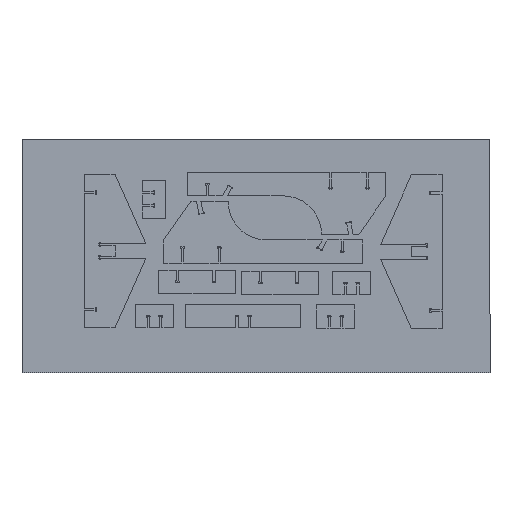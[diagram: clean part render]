
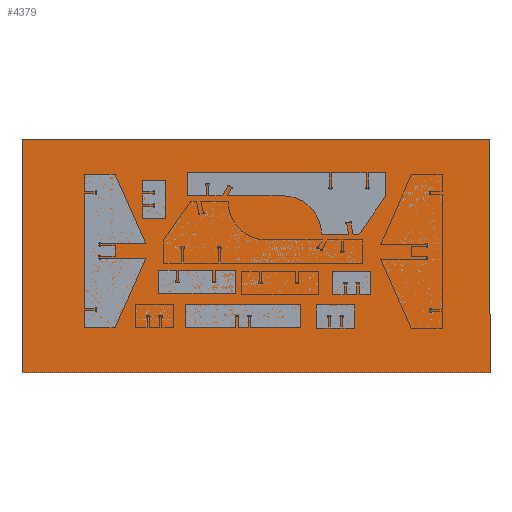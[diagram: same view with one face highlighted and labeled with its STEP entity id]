
A CAD part, front view. The second image highlights one B-rep face of the part: STEP entity #4379.
In plain terms, the highlighted planar face has unit normal (0, -1, 0).
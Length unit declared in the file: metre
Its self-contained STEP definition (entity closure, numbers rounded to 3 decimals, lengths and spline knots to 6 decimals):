
#1131=ORIENTED_EDGE('',*,*,#1936,.F.);
#1132=ORIENTED_EDGE('',*,*,#1940,.T.);
#1133=ORIENTED_EDGE('',*,*,#1943,.T.);
#1134=ORIENTED_EDGE('',*,*,#1945,.F.);
#1936=EDGE_CURVE('',#2418,#2419,#2903,.T.);
#1940=EDGE_CURVE('',#2418,#2421,#2907,.T.);
#1943=EDGE_CURVE('',#2421,#2423,#2910,.T.);
#1945=EDGE_CURVE('',#2419,#2423,#2912,.T.);
#2418=VERTEX_POINT('',#7055);
#2419=VERTEX_POINT('',#7057);
#2421=VERTEX_POINT('',#7063);
#2423=VERTEX_POINT('',#7069);
#2903=LINE('',#7056,#3420);
#2907=LINE('',#7064,#3424);
#2910=LINE('',#7070,#3427);
#2912=LINE('',#7073,#3429);
#3420=VECTOR('',#5784,1.);
#3424=VECTOR('',#5790,1.);
#3427=VECTOR('',#5795,1.);
#3429=VECTOR('',#5799,1.);
#3741=EDGE_LOOP('',(#1131,#1132,#1133,#1134));
#3972=FACE_BOUND('',#3741,.T.);
#4164=PLANE('',#4828);
#4379=ADVANCED_FACE('',(#3972),#4164,.T.);
#4828=AXIS2_PLACEMENT_3D('',#7074,#5800,#5801);
#5784=DIRECTION('',(1.,0.,0.));
#5790=DIRECTION('',(0.,0.,-1.));
#5795=DIRECTION('',(1.,0.,0.));
#5799=DIRECTION('',(0.,0.,-1.));
#5800=DIRECTION('',(0.,-1.,0.));
#5801=DIRECTION('',(1.,0.,0.));
#7055=CARTESIAN_POINT('',(-2.00507,-0.0112,-0.677098));
#7056=CARTESIAN_POINT('',(-0.78587,-0.0112,-0.677098));
#7057=CARTESIAN_POINT('',(0.43333,-0.0112,-0.677098));
#7063=CARTESIAN_POINT('',(-2.00507,-0.0112,-1.896298));
#7064=CARTESIAN_POINT('',(-2.00507,-0.0112,-1.286698));
#7069=CARTESIAN_POINT('',(0.43333,-0.0112,-1.896298));
#7070=CARTESIAN_POINT('',(-0.78587,-0.0112,-1.896298));
#7073=CARTESIAN_POINT('',(0.43333,-0.0112,-1.286698));
#7074=CARTESIAN_POINT('',(-0.78587,-0.0112,-1.286698));
